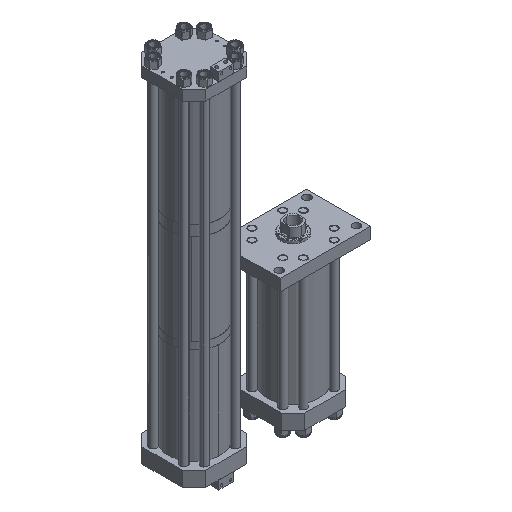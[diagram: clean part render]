
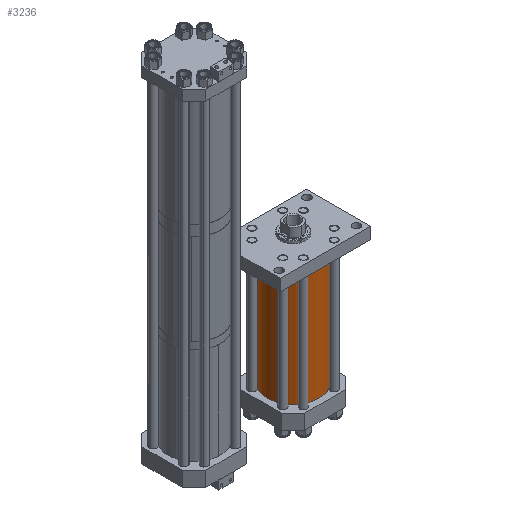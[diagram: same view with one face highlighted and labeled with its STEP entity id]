
A CAD part, isometric view. The second image highlights one B-rep face of the part: STEP entity #3236.
In plain terms, the highlighted cylindrical face has radius 114.3 mm (diameter 228.6 mm), a partial arc.
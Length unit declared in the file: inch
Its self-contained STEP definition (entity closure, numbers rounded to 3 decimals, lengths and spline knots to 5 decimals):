
#101 = CARTESIAN_POINT ( 'NONE',  ( -4.5, 0., 20.188 ) ) ;
#809 = VERTEX_POINT ( 'NONE', #101 ) ;
#1784 = LINE ( 'NONE', #15727, #7141 ) ;
#2120 = EDGE_CURVE ( 'NONE', #17910, #13444, #1784, .T. ) ;
#2744 = VERTEX_POINT ( 'NONE', #13840 ) ;
#3014 = CARTESIAN_POINT ( 'NONE',  ( 4.5, 0., 0. ) ) ;
#3219 = DIRECTION ( 'NONE',  ( 0., 0., -1. ) ) ;
#3236 = ADVANCED_FACE ( 'NONE', ( #8128 ), #13640, .T. ) ;
#3358 = CARTESIAN_POINT ( 'NONE',  ( -4.5, 0., 20.188 ) ) ;
#4386 = CARTESIAN_POINT ( 'NONE',  ( 0., 0., 0. ) ) ;
#5576 = VECTOR ( 'NONE', #6253, 39.37008 ) ;
#6253 = DIRECTION ( 'NONE',  ( 0., 0., -1. ) ) ;
#7050 = CARTESIAN_POINT ( 'NONE',  ( 0., 0., 20.188 ) ) ;
#7141 = VECTOR ( 'NONE', #3219, 39.37008 ) ;
#7879 = ORIENTED_EDGE ( 'NONE', *, *, #2120, .F. ) ;
#8128 = FACE_OUTER_BOUND ( 'NONE', #16353, .T. ) ;
#8617 = AXIS2_PLACEMENT_3D ( 'NONE', #17639, #13732, #10590 ) ;
#8666 = ORIENTED_EDGE ( 'NONE', *, *, #14271, .F. ) ;
#9475 = CARTESIAN_POINT ( 'NONE',  ( 4.5, 0., 20.188 ) ) ;
#9908 = DIRECTION ( 'NONE',  ( 0., 0., 1. ) ) ;
#10085 = DIRECTION ( 'NONE',  ( 1., 0., 0. ) ) ;
#10590 = DIRECTION ( 'NONE',  ( -1., 0., 0. ) ) ;
#11126 = DIRECTION ( 'NONE',  ( 0., 0., 1. ) ) ;
#11922 = LINE ( 'NONE', #3358, #5576 ) ;
#13444 = VERTEX_POINT ( 'NONE', #3014 ) ;
#13581 = EDGE_CURVE ( 'NONE', #2744, #13444, #15796, .T. ) ;
#13640 = CYLINDRICAL_SURFACE ( 'NONE', #8617, 4.5 ) ;
#13732 = DIRECTION ( 'NONE',  ( 0., 0., -1. ) ) ;
#13737 = AXIS2_PLACEMENT_3D ( 'NONE', #7050, #11126, #16830 ) ;
#13840 = CARTESIAN_POINT ( 'NONE',  ( -4.5, 0., 0. ) ) ;
#14271 = EDGE_CURVE ( 'NONE', #809, #17910, #17825, .T. ) ;
#14335 = AXIS2_PLACEMENT_3D ( 'NONE', #4386, #9908, #10085 ) ;
#14517 = ORIENTED_EDGE ( 'NONE', *, *, #14833, .T. ) ;
#14833 = EDGE_CURVE ( 'NONE', #809, #2744, #11922, .T. ) ;
#15727 = CARTESIAN_POINT ( 'NONE',  ( 4.5, 0., 20.188 ) ) ;
#15796 = CIRCLE ( 'NONE', #14335, 4.5 ) ;
#16353 = EDGE_LOOP ( 'NONE', ( #7879, #8666, #14517, #17374 ) ) ;
#16830 = DIRECTION ( 'NONE',  ( 1., 0., 0. ) ) ;
#17374 = ORIENTED_EDGE ( 'NONE', *, *, #13581, .T. ) ;
#17639 = CARTESIAN_POINT ( 'NONE',  ( 0., 0., 20.188 ) ) ;
#17825 = CIRCLE ( 'NONE', #13737, 4.5 ) ;
#17910 = VERTEX_POINT ( 'NONE', #9475 ) ;
